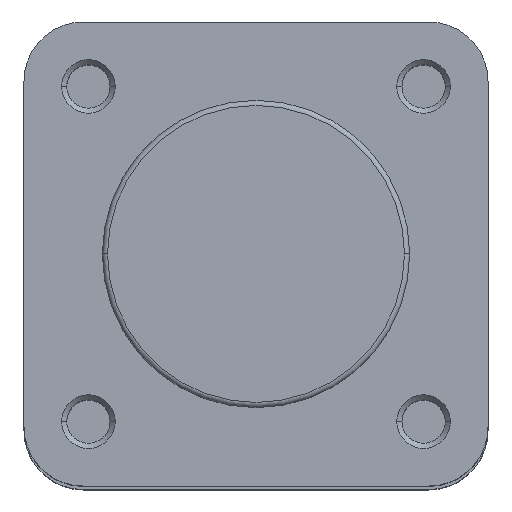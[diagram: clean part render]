
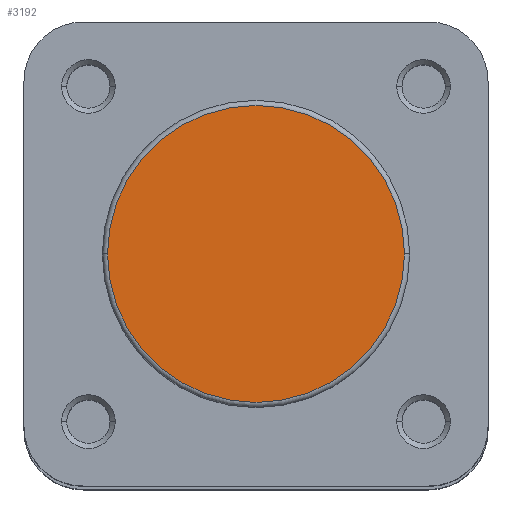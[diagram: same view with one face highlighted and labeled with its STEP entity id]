
A CAD part, top view. The second image highlights one B-rep face of the part: STEP entity #3192.
In plain terms, the highlighted planar face has unit normal (0, 0, 1).
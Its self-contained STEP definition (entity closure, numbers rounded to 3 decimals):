
#20 = VERTEX_POINT ( 'NONE', #115 ) ;
#76 = VERTEX_POINT ( 'NONE', #4358 ) ;
#115 = CARTESIAN_POINT ( 'NONE',  ( 14.4, 0., 0. ) ) ;
#483 = CIRCLE ( 'NONE', #4036, 14.4 ) ;
#1131 = CIRCLE ( 'NONE', #4230, 14.4 ) ;
#2004 = DIRECTION ( 'NONE',  ( 0., 0., 1. ) ) ;
#2007 = CARTESIAN_POINT ( 'NONE',  ( 0., 0., 0. ) ) ;
#2009 = DIRECTION ( 'NONE',  ( -1., 0., 0. ) ) ;
#2550 = ORIENTED_EDGE ( 'NONE', *, *, #3353, .T. ) ;
#2551 = ORIENTED_EDGE ( 'NONE', *, *, #6043, .T. ) ;
#2936 = FACE_OUTER_BOUND ( 'NONE', #4386, .T. ) ;
#3192 = ADVANCED_FACE ( 'NONE', ( #2936 ), #5192, .F. ) ;
#3353 = EDGE_CURVE ( 'NONE', #20, #76, #483, .T. ) ;
#3858 = AXIS2_PLACEMENT_3D ( 'NONE', #5191, #5194, #5195 ) ;
#4036 = AXIS2_PLACEMENT_3D ( 'NONE', #5791, #5792, #5793 ) ;
#4230 = AXIS2_PLACEMENT_3D ( 'NONE', #2007, #2004, #2009 ) ;
#4358 = CARTESIAN_POINT ( 'NONE',  ( -14.4, 0., 0. ) ) ;
#4386 = EDGE_LOOP ( 'NONE', ( #2551, #2550 ) ) ;
#5191 = CARTESIAN_POINT ( 'NONE',  ( 0., 14.9, 0. ) ) ;
#5192 = PLANE ( 'NONE',  #3858 ) ;
#5194 = DIRECTION ( 'NONE',  ( 0., 0., -1. ) ) ;
#5195 = DIRECTION ( 'NONE',  ( -1., 0., 0. ) ) ;
#5791 = CARTESIAN_POINT ( 'NONE',  ( 0., 0., 0. ) ) ;
#5792 = DIRECTION ( 'NONE',  ( 0., 0., 1. ) ) ;
#5793 = DIRECTION ( 'NONE',  ( -1., 0., 0. ) ) ;
#6043 = EDGE_CURVE ( 'NONE', #76, #20, #1131, .T. ) ;
